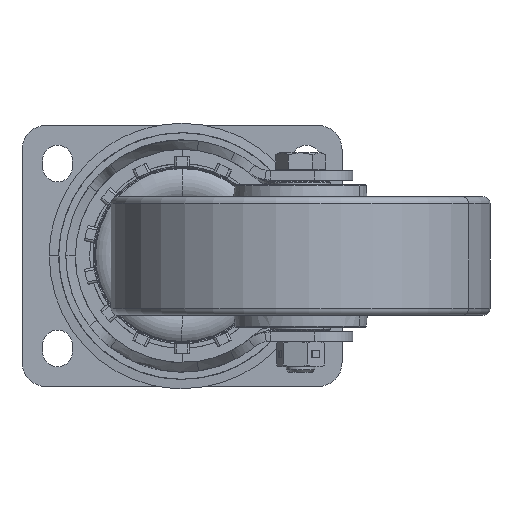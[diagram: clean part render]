
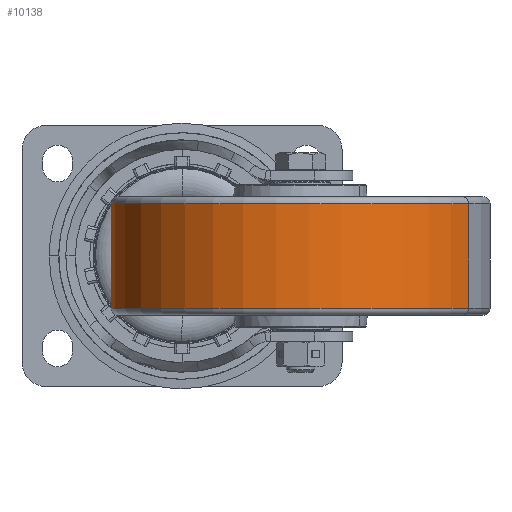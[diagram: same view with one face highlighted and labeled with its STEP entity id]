
A CAD part, front view. The second image highlights one B-rep face of the part: STEP entity #10138.
In plain terms, the highlighted cylindrical face has radius 80 mm (diameter 160 mm), a partial arc.
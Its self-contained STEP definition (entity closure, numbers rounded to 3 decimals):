
#616 = DIRECTION ( 'NONE',  ( -0.887, 0.462, 0. ) ) ;
#1094 = VERTEX_POINT ( 'NONE', #3593 ) ;
#2342 = LINE ( 'NONE', #4339, #4272 ) ;
#3593 = CARTESIAN_POINT ( 'NONE',  ( -20.942, -88.024, -22. ) ) ;
#4272 = VECTOR ( 'NONE', #13691, 1000. ) ;
#4339 = CARTESIAN_POINT ( 'NONE',  ( -20.942, -88.024, 25.133 ) ) ;
#5523 = EDGE_LOOP ( 'NONE', ( #23390, #33304, #22261, #8583 ) ) ;
#6258 = CARTESIAN_POINT ( 'NONE',  ( 120.942, -161.976, 22. ) ) ;
#6608 = AXIS2_PLACEMENT_3D ( 'NONE', #24429, #27246, #36394 ) ;
#7789 = VECTOR ( 'NONE', #37364, 1000. ) ;
#8583 = ORIENTED_EDGE ( 'NONE', *, *, #21343, .T. ) ;
#9738 = CARTESIAN_POINT ( 'NONE',  ( 50., -125., 22. ) ) ;
#10138 = ADVANCED_FACE ( 'NONE', ( #14622 ), #37495, .T. ) ;
#13691 = DIRECTION ( 'NONE',  ( 0., 0., 1. ) ) ;
#14622 = FACE_OUTER_BOUND ( 'NONE', #5523, .T. ) ;
#15695 = DIRECTION ( 'NONE',  ( 0., 0., -1. ) ) ;
#16144 = AXIS2_PLACEMENT_3D ( 'NONE', #31139, #37225, #28078 ) ;
#19065 = EDGE_CURVE ( 'NONE', #1094, #25061, #2342, .T. ) ;
#19938 = CARTESIAN_POINT ( 'NONE',  ( 120.942, -161.976, -22. ) ) ;
#21343 = EDGE_CURVE ( 'NONE', #29678, #25061, #36002, .T. ) ;
#21407 = CARTESIAN_POINT ( 'NONE',  ( -20.942, -88.024, 22. ) ) ;
#22261 = ORIENTED_EDGE ( 'NONE', *, *, #38071, .T. ) ;
#23390 = ORIENTED_EDGE ( 'NONE', *, *, #19065, .F. ) ;
#23938 = LINE ( 'NONE', #34851, #7789 ) ;
#24429 = CARTESIAN_POINT ( 'NONE',  ( 50., -125., -22. ) ) ;
#25061 = VERTEX_POINT ( 'NONE', #21407 ) ;
#25643 = EDGE_CURVE ( 'NONE', #1094, #32036, #38361, .T. ) ;
#27246 = DIRECTION ( 'NONE',  ( 0., 0., 1. ) ) ;
#28078 = DIRECTION ( 'NONE',  ( 0.887, -0.462, 0. ) ) ;
#29678 = VERTEX_POINT ( 'NONE', #6258 ) ;
#31139 = CARTESIAN_POINT ( 'NONE',  ( 50., -125., 25.133 ) ) ;
#32036 = VERTEX_POINT ( 'NONE', #19938 ) ;
#33304 = ORIENTED_EDGE ( 'NONE', *, *, #25643, .T. ) ;
#33650 = AXIS2_PLACEMENT_3D ( 'NONE', #9738, #15695, #616 ) ;
#34851 = CARTESIAN_POINT ( 'NONE',  ( 120.942, -161.976, 25.133 ) ) ;
#36002 = CIRCLE ( 'NONE', #33650, 80. ) ;
#36394 = DIRECTION ( 'NONE',  ( 0.887, -0.462, 0. ) ) ;
#37225 = DIRECTION ( 'NONE',  ( 0., 0., 1. ) ) ;
#37364 = DIRECTION ( 'NONE',  ( 0., 0., 1. ) ) ;
#37495 = CYLINDRICAL_SURFACE ( 'NONE', #16144, 80. ) ;
#38071 = EDGE_CURVE ( 'NONE', #32036, #29678, #23938, .T. ) ;
#38361 = CIRCLE ( 'NONE', #6608, 80. ) ;
